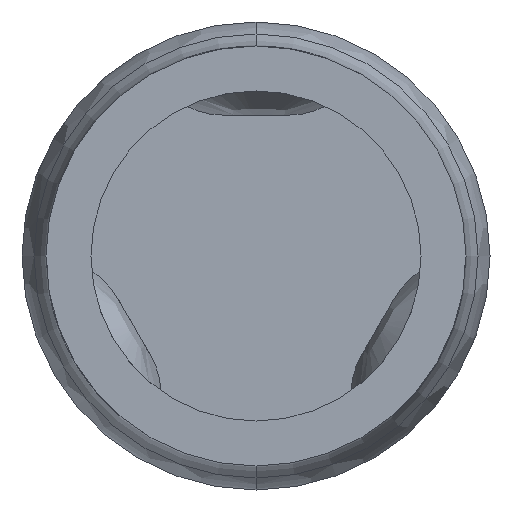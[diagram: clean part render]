
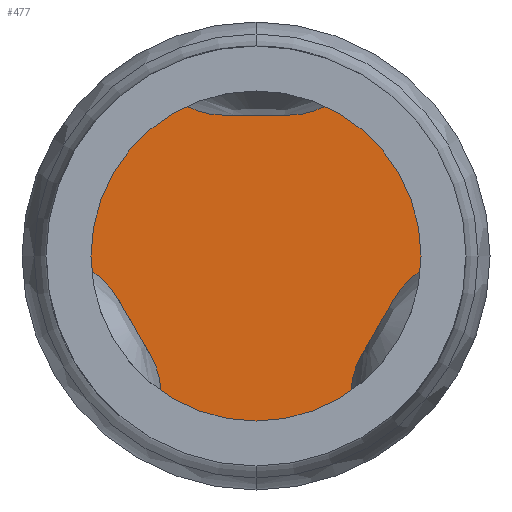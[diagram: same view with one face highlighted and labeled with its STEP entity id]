
A CAD part, front view. The second image highlights one B-rep face of the part: STEP entity #477.
In plain terms, the highlighted planar face has unit normal (0, -1, 0).
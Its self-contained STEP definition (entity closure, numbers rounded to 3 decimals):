
#297 = CIRCLE ( 'NONE', #511, 0.278 ) ;
#347 = DIRECTION ( 'NONE',  ( 0., 0., 1. ) ) ;
#477 = ADVANCED_FACE ( 'Defeature ausgef�hrt1_41', ( #3745 ), #2517, .T. ) ;
#511 = AXIS2_PLACEMENT_3D ( 'NONE', #1587, #1951, #347 ) ;
#797 = AXIS2_PLACEMENT_3D ( 'NONE', #2081, #2470, #2064 ) ;
#1345 = CIRCLE ( 'NONE', #2778, 0.278 ) ;
#1587 = CARTESIAN_POINT ( 'NONE',  ( 0., -27.781, 0. ) ) ;
#1850 = ORIENTED_EDGE ( 'NONE', *, *, #4861, .T. ) ;
#1951 = DIRECTION ( 'NONE',  ( 0., -1., 0. ) ) ;
#2064 = DIRECTION ( 'NONE',  ( 0., 0., -1. ) ) ;
#2081 = CARTESIAN_POINT ( 'NONE',  ( 0., -27.781, 0. ) ) ;
#2375 = VERTEX_POINT ( 'NONE', #5204 ) ;
#2470 = DIRECTION ( 'NONE',  ( 0., -1., 0. ) ) ;
#2517 = PLANE ( 'NONE',  #797 ) ;
#2778 = AXIS2_PLACEMENT_3D ( 'NONE', #4611, #5014, #4672 ) ;
#2933 = CARTESIAN_POINT ( 'NONE',  ( 0., -27.781, -0.278 ) ) ;
#2943 = ORIENTED_EDGE ( 'NONE', *, *, #3703, .T. ) ;
#3703 = EDGE_CURVE ( 'Defeature ausgef�hrt1_41+Defeature ausgef�hrt1_25+Defeature ausgef�hrt1_25+Defeature ausgef�hrt1_25', #2375, #4632, #1345, .T. ) ;
#3745 = FACE_OUTER_BOUND ( 'NONE', #4133, .T. ) ;
#4133 = EDGE_LOOP ( 'NONE', ( #2943, #1850 ) ) ;
#4611 = CARTESIAN_POINT ( 'NONE',  ( 0., -27.781, 0. ) ) ;
#4632 = VERTEX_POINT ( 'NONE', #2933 ) ;
#4672 = DIRECTION ( 'NONE',  ( 0., 0., 1. ) ) ;
#4861 = EDGE_CURVE ( 'Defeature ausgef�hrt1_41+Defeature ausgef�hrt1_25+Defeature ausgef�hrt1_25+Defeature ausgef�hrt1_25', #4632, #2375, #297, .T. ) ;
#5014 = DIRECTION ( 'NONE',  ( 0., -1., 0. ) ) ;
#5204 = CARTESIAN_POINT ( 'NONE',  ( 0., -27.781, 0.278 ) ) ;
